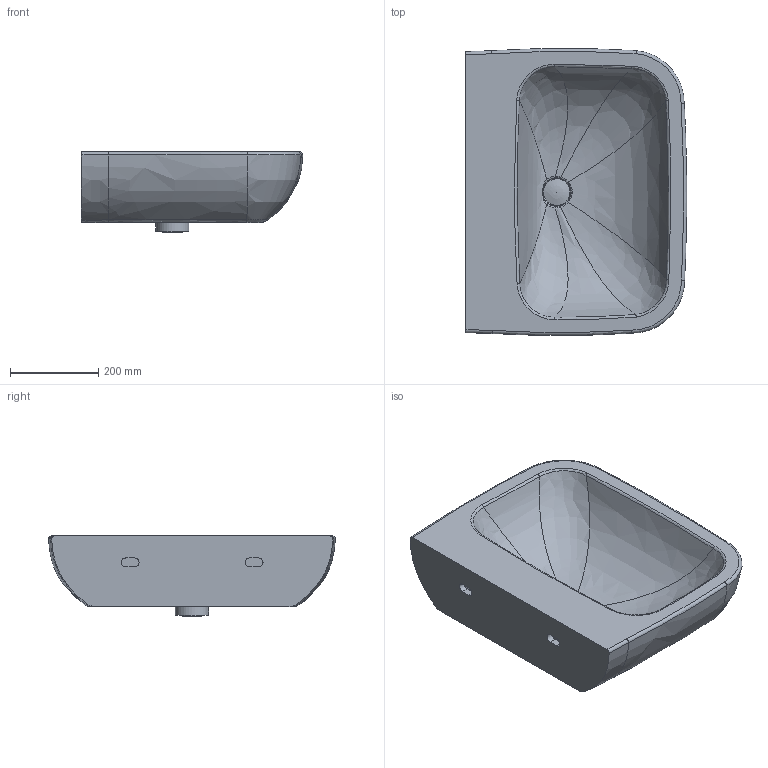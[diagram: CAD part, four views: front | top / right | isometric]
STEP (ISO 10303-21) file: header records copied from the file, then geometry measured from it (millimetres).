
FILE_DESCRIPTION((''),'2;1');
FILE_NAME('231165_2.stp','2014-10-09T22:06:14',('Administrator'),(''),'Autodesk Inventor 2011','Autodesk Inventor 2011','');
FILE_SCHEMA(('CONFIG_CONTROL_DESIGN'));
Length unit declared in the file: millimetre
Products named in the file (4): 231165_2; Kelch; Stopfen
Assembly tree (3 placements, depth 2):
  231165_2
    231165_2
    Kelch
    Stopfen
Bounding box: 500.7 x 649.01 x 181.69 mm (x, y, z)
Volume: 21314292 mm3; surface area: 1138212.8 mm2
Topology: 3 solids, 3 shells, 116 faces, 318 edges, 207 vertices
Faces by surface type: bspline 46, plane 27, cylinder 27, torus 10, sphere 4, cone 2
Full cylindrical faces by diameter (mm): 42 x1, 44 x1, 52 x1, 60 x1, 75 x1
Entity records: 6359 total; most frequent: CARTESIAN_POINT 3737, ORIENTED_EDGE 604, DIRECTION 378, EDGE_CURVE 302, VERTEX_POINT 204, B_SPLINE_CURVE_WITH_KNOTS 150, AXIS2_PLACEMENT_3D 149, EDGE_LOOP 136
